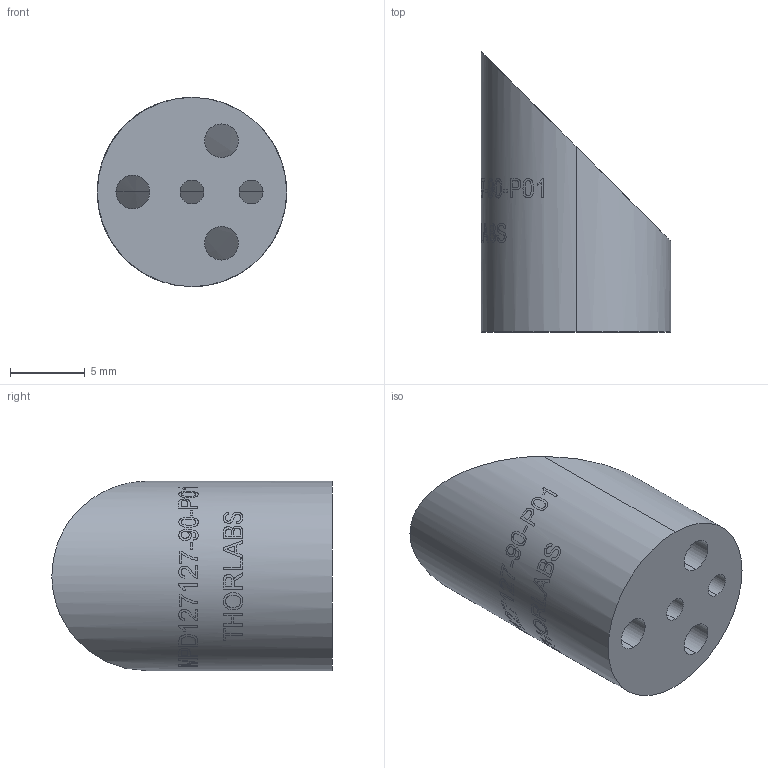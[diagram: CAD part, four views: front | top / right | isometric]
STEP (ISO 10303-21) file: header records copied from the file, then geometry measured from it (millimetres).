
FILE_DESCRIPTION (( 'STEP AP214' ), '1' );
FILE_NAME ('22875-E0W.STEP', '2011-09-13T18:55:42', ( 'Admin' ), ( '' ), 'SwSTEP 2.0', 'SolidWorks 2011', '' );
FILE_SCHEMA (( 'AUTOMOTIVE_DESIGN' ));
Length unit declared in the file: millimetre
Products named in the file (1): 22875-E0W
Bounding box: 12.7 x 18.8 x 12.7 mm (x, y, z)
Surface area: 900.6 mm2 (no closed solid volume)
Topology: 0 solids, 1 shells, 50 faces, 302 edges, 289 vertices
Faces by surface type: cylinder 47, bspline 2, plane 1
Entity records: 6016 total; most frequent: CARTESIAN_POINT 3124, ORIENTED_EDGE 594, DIRECTION 346, EDGE_CURVE 302, VERTEX_POINT 289, B_SPLINE_CURVE_WITH_KNOTS 147, AXIS2_PLACEMENT_3D 142, CIRCLE 93
